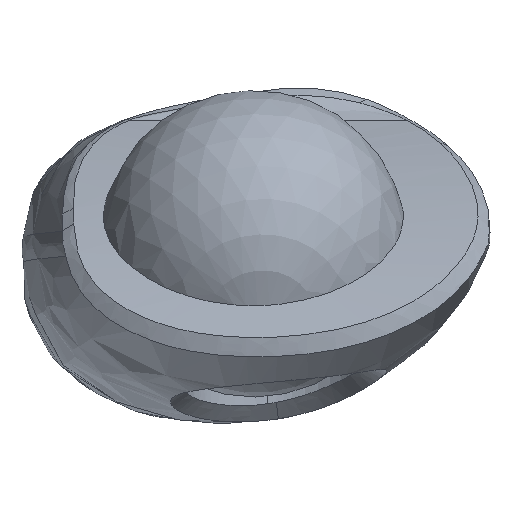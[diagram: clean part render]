
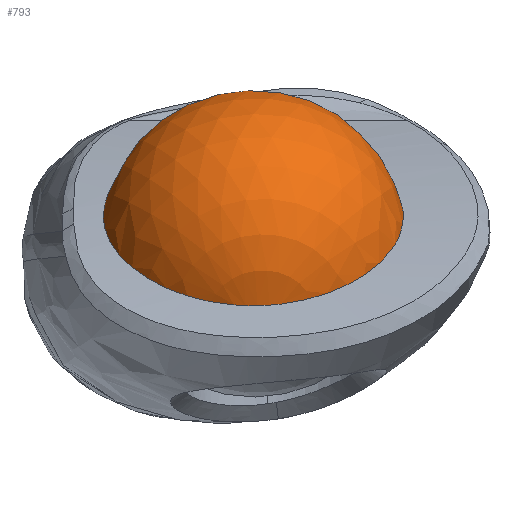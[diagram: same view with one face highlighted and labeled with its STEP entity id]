
A CAD part, top view. The second image highlights one B-rep face of the part: STEP entity #793.
In plain terms, the highlighted spherical face has radius 68.582 mm.
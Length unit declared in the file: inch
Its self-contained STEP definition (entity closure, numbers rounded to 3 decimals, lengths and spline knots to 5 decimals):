
#164=FACE_OUTER_BOUND('',#214,.T.);
#214=EDGE_LOOP('',(#541));
#266=B_SPLINE_CURVE_WITH_KNOTS('',3,(#961,#962,#963,#964,#965,#966,#967,
#968,#969,#970,#971,#972,#973,#974,#975,#976,#977,#978,#979,#980,#981,#982,
#983,#984,#985,#986,#987,#988,#989,#990,#991,#992,#993,#994,#995,#996,#997,
#998,#999,#1000,#1001,#1002,#1003,#1004,#1005,#1006,#1007,#1008,#1009,#1010,
#1011,#1012,#1013,#1014,#1015,#1016,#1017,#1018,#1019,#1020,#1021,#1022,
#1023,#1024,#1025,#1026,#1027,#1028,#1029,#1030,#1031,#1032,#1033,#1034,
#1035,#1036,#1037,#1038,#1039,#1040,#1041,#1042),.UNSPECIFIED.,.T.,.F.,
(4,2,2,2,2,2,2,2,2,2,2,2,2,2,2,2,2,2,2,2,2,2,2,2,2,2,2,2,2,2,2,2,2,2,2,
2,2,2,2,2,4),(-40.30455,-39.14673,-37.9889,-36.83107,
-35.67324,-34.63941,-33.60558,-32.76129,
-31.917,-31.07271,-30.22841,-29.38412,
-28.53983,-27.69554,-26.85125,-25.81742,
-24.78359,-23.62576,-22.46793,-21.3101,
-20.15228,-18.99445,-17.83662,-16.67879,
-15.52097,-14.48714,-13.45331,-12.60901,
-11.76472,-10.92043,-10.07614,-9.23185,
-8.38755,-7.54326,-6.69897,-5.66514,
-4.63131,-3.47348,-2.31566,-1.15783,0.),
 .UNSPECIFIED.);
#337=VERTEX_POINT('',#960);
#416=EDGE_CURVE('',#337,#337,#266,.F.);
#541=ORIENTED_EDGE('',*,*,#416,.F.);
#791=SPHERICAL_SURFACE('',#851,2.7001);
#793=ADVANCED_FACE('',(#164),#791,.T.);
#851=AXIS2_PLACEMENT_3D('',#959,#873,#874);
#873=DIRECTION('center_axis',(0.055,-0.508,0.86));
#874=DIRECTION('ref_axis',(0.977,0.204,0.057));
#959=CARTESIAN_POINT('Origin',(0.03355,-3.92659,18.9833));
#960=CARTESIAN_POINT('',(2.59271,-3.81829,19.83739));
#961=CARTESIAN_POINT('Ctrl Pts',(0.03355,-2.15143,16.94877));
#962=CARTESIAN_POINT('Ctrl Pts',(-0.1184,-2.15143,16.94877));
#963=CARTESIAN_POINT('Ctrl Pts',(-0.27587,-2.15729,16.96095));
#964=CARTESIAN_POINT('Ctrl Pts',(-0.59033,-2.18225,17.01248));
#965=CARTESIAN_POINT('Ctrl Pts',(-0.74733,-2.20135,17.05182));
#966=CARTESIAN_POINT('Ctrl Pts',(-1.05025,-2.25248,17.15585));
#967=CARTESIAN_POINT('Ctrl Pts',(-1.19638,-2.28456,17.2206));
#968=CARTESIAN_POINT('Ctrl Pts',(-1.46903,-2.35969,17.36986));
#969=CARTESIAN_POINT('Ctrl Pts',(-1.59553,-2.40277,17.45436));
#970=CARTESIAN_POINT('Ctrl Pts',(-1.81039,-2.49086,17.62407));
#971=CARTESIAN_POINT('Ctrl Pts',(-1.91395,-2.54066,17.71879));
#972=CARTESIAN_POINT('Ctrl Pts',(-2.10078,-2.64968,17.92186));
#973=CARTESIAN_POINT('Ctrl Pts',(-2.18406,-2.70892,18.03019));
#974=CARTESIAN_POINT('Ctrl Pts',(-2.30648,-2.81307,18.21705));
#975=CARTESIAN_POINT('Ctrl Pts',(-2.35785,-2.86415,18.3074));
#976=CARTESIAN_POINT('Ctrl Pts',(-2.44783,-2.97275,18.49611));
#977=CARTESIAN_POINT('Ctrl Pts',(-2.48645,-3.03029,18.59446));
#978=CARTESIAN_POINT('Ctrl Pts',(-2.54799,-3.14901,18.79375));
#979=CARTESIAN_POINT('Ctrl Pts',(-2.57095,-3.21024,18.89475));
#980=CARTESIAN_POINT('Ctrl Pts',(-2.60081,-3.33297,19.09363));
#981=CARTESIAN_POINT('Ctrl Pts',(-2.60772,-3.39447,19.19152));
#982=CARTESIAN_POINT('Ctrl Pts',(-2.60772,-3.5137,19.37831));
#983=CARTESIAN_POINT('Ctrl Pts',(-2.60081,-3.5766,19.4753));
#984=CARTESIAN_POINT('Ctrl Pts',(-2.57095,-3.70534,19.67035));
#985=CARTESIAN_POINT('Ctrl Pts',(-2.54799,-3.77118,19.76841));
#986=CARTESIAN_POINT('Ctrl Pts',(-2.48645,-3.90196,19.96));
#987=CARTESIAN_POINT('Ctrl Pts',(-2.44783,-3.96696,20.05359));
#988=CARTESIAN_POINT('Ctrl Pts',(-2.35785,-4.09241,20.23155));
#989=CARTESIAN_POINT('Ctrl Pts',(-2.30648,-4.15286,20.31592));
#990=CARTESIAN_POINT('Ctrl Pts',(-2.18406,-4.2785,20.48905));
#991=CARTESIAN_POINT('Ctrl Pts',(-2.10078,-4.35182,20.58839));
#992=CARTESIAN_POINT('Ctrl Pts',(-1.91395,-4.49013,20.77277));
#993=CARTESIAN_POINT('Ctrl Pts',(-1.81039,-4.55508,20.85782));
#994=CARTESIAN_POINT('Ctrl Pts',(-1.59553,-4.67194,21.00917));
#995=CARTESIAN_POINT('Ctrl Pts',(-1.46903,-4.73045,21.08381));
#996=CARTESIAN_POINT('Ctrl Pts',(-1.19638,-4.8342,21.2148));
#997=CARTESIAN_POINT('Ctrl Pts',(-1.05025,-4.87944,21.27115));
#998=CARTESIAN_POINT('Ctrl Pts',(-0.74733,-4.95227,21.36133));
#999=CARTESIAN_POINT('Ctrl Pts',(-0.59033,-4.97991,21.39522));
#1000=CARTESIAN_POINT('Ctrl Pts',(-0.27587,-5.01615,
21.43955));
#1001=CARTESIAN_POINT('Ctrl Pts',(-0.1184,-5.02473,
21.45));
#1002=CARTESIAN_POINT('Ctrl Pts',(0.18549,-5.02473,21.45));
#1003=CARTESIAN_POINT('Ctrl Pts',(0.34296,-5.01615,21.43955));
#1004=CARTESIAN_POINT('Ctrl Pts',(0.65743,-4.97991,21.39522));
#1005=CARTESIAN_POINT('Ctrl Pts',(0.81443,-4.95227,21.36133));
#1006=CARTESIAN_POINT('Ctrl Pts',(1.11735,-4.87944,21.27115));
#1007=CARTESIAN_POINT('Ctrl Pts',(1.26348,-4.8342,21.2148));
#1008=CARTESIAN_POINT('Ctrl Pts',(1.53612,-4.73045,21.08381));
#1009=CARTESIAN_POINT('Ctrl Pts',(1.66263,-4.67194,21.00917));
#1010=CARTESIAN_POINT('Ctrl Pts',(1.87748,-4.55508,20.85782));
#1011=CARTESIAN_POINT('Ctrl Pts',(1.98105,-4.49013,20.77277));
#1012=CARTESIAN_POINT('Ctrl Pts',(2.16788,-4.35182,20.58839));
#1013=CARTESIAN_POINT('Ctrl Pts',(2.25116,-4.2785,20.48905));
#1014=CARTESIAN_POINT('Ctrl Pts',(2.37358,-4.15286,20.31592));
#1015=CARTESIAN_POINT('Ctrl Pts',(2.42494,-4.09241,20.23155));
#1016=CARTESIAN_POINT('Ctrl Pts',(2.51493,-3.96696,20.05359));
#1017=CARTESIAN_POINT('Ctrl Pts',(2.55354,-3.90196,19.96));
#1018=CARTESIAN_POINT('Ctrl Pts',(2.61509,-3.77118,19.76841));
#1019=CARTESIAN_POINT('Ctrl Pts',(2.63805,-3.70534,19.67035));
#1020=CARTESIAN_POINT('Ctrl Pts',(2.66791,-3.5766,19.4753));
#1021=CARTESIAN_POINT('Ctrl Pts',(2.67482,-3.5137,19.37831));
#1022=CARTESIAN_POINT('Ctrl Pts',(2.67482,-3.39447,19.19152));
#1023=CARTESIAN_POINT('Ctrl Pts',(2.66791,-3.33297,19.09363));
#1024=CARTESIAN_POINT('Ctrl Pts',(2.63805,-3.21024,18.89475));
#1025=CARTESIAN_POINT('Ctrl Pts',(2.61509,-3.14901,18.79375));
#1026=CARTESIAN_POINT('Ctrl Pts',(2.55354,-3.03029,18.59446));
#1027=CARTESIAN_POINT('Ctrl Pts',(2.51493,-2.97275,18.49611));
#1028=CARTESIAN_POINT('Ctrl Pts',(2.42494,-2.86415,18.3074));
#1029=CARTESIAN_POINT('Ctrl Pts',(2.37358,-2.81307,18.21705));
#1030=CARTESIAN_POINT('Ctrl Pts',(2.25116,-2.70892,18.03019));
#1031=CARTESIAN_POINT('Ctrl Pts',(2.16788,-2.64968,17.92186));
#1032=CARTESIAN_POINT('Ctrl Pts',(1.98105,-2.54066,17.71879));
#1033=CARTESIAN_POINT('Ctrl Pts',(1.87748,-2.49086,17.62407));
#1034=CARTESIAN_POINT('Ctrl Pts',(1.66263,-2.40277,17.45436));
#1035=CARTESIAN_POINT('Ctrl Pts',(1.53612,-2.35969,17.36986));
#1036=CARTESIAN_POINT('Ctrl Pts',(1.26348,-2.28456,17.2206));
#1037=CARTESIAN_POINT('Ctrl Pts',(1.11735,-2.25248,17.15585));
#1038=CARTESIAN_POINT('Ctrl Pts',(0.81443,-2.20135,17.05182));
#1039=CARTESIAN_POINT('Ctrl Pts',(0.65743,-2.18225,17.01248));
#1040=CARTESIAN_POINT('Ctrl Pts',(0.34296,-2.15729,16.96095));
#1041=CARTESIAN_POINT('Ctrl Pts',(0.18549,-2.15143,16.94877));
#1042=CARTESIAN_POINT('Ctrl Pts',(0.03355,-2.15143,16.94877));
